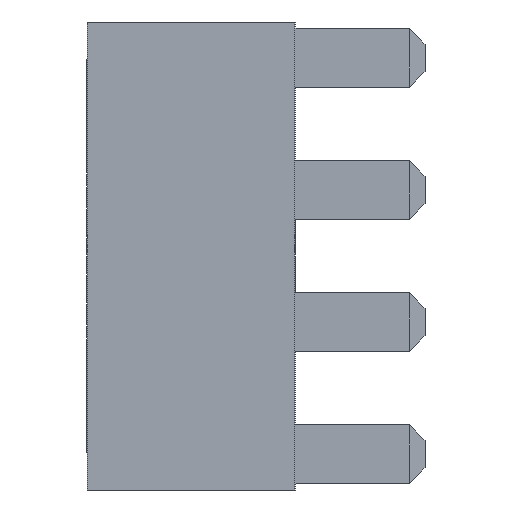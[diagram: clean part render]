
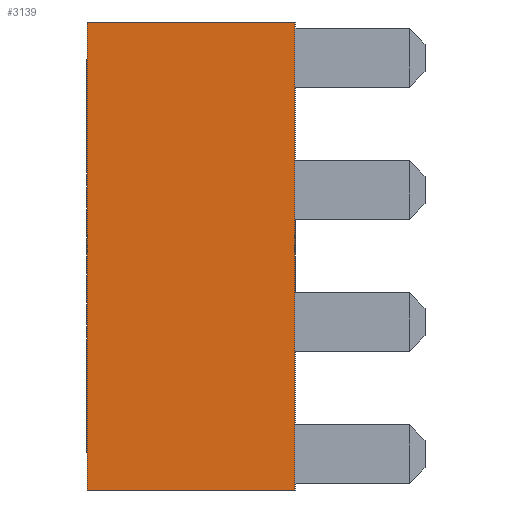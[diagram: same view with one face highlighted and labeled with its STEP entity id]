
A CAD part, left-side view. The second image highlights one B-rep face of the part: STEP entity #3139.
In plain terms, the highlighted planar face has unit normal (-1, 0, 0).
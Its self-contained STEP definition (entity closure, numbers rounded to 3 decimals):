
#32 = VERTEX_POINT ( 'NONE', #2509 ) ;
#64 = EDGE_LOOP ( 'NONE', ( #1921, #1922, #1915, #1916 ) ) ;
#417 = CARTESIAN_POINT ( 'NONE',  ( -4.5, 4., -4.5 ) ) ;
#425 = FACE_OUTER_BOUND ( 'NONE', #64, .T. ) ;
#426 = PLANE ( 'NONE',  #969 ) ;
#428 = DIRECTION ( 'NONE',  ( 1., 0., 0. ) ) ;
#429 = DIRECTION ( 'NONE',  ( 0., 0., -1. ) ) ;
#732 = VECTOR ( 'NONE', #1089, 1000. ) ;
#755 = VECTOR ( 'NONE', #1024, 1000. ) ;
#756 = VECTOR ( 'NONE', #1021, 1000. ) ;
#757 = VECTOR ( 'NONE', #1018, 1000. ) ;
#969 = AXIS2_PLACEMENT_3D ( 'NONE', #417, #428, #429 ) ;
#1018 = DIRECTION ( 'NONE',  ( 0., -1., 0. ) ) ;
#1019 = CARTESIAN_POINT ( 'NONE',  ( -4.5, 4., 4.5 ) ) ;
#1020 = LINE ( 'NONE', #1019, #757 ) ;
#1021 = DIRECTION ( 'NONE',  ( 0., 0., 1. ) ) ;
#1022 = CARTESIAN_POINT ( 'NONE',  ( -4.5, 4., -4.5 ) ) ;
#1023 = LINE ( 'NONE', #1022, #756 ) ;
#1024 = DIRECTION ( 'NONE',  ( 0., -1., 0. ) ) ;
#1025 = CARTESIAN_POINT ( 'NONE',  ( -4.5, 4., -4.5 ) ) ;
#1026 = LINE ( 'NONE', #1025, #755 ) ;
#1089 = DIRECTION ( 'NONE',  ( 0., 0., 1. ) ) ;
#1091 = CARTESIAN_POINT ( 'NONE',  ( -4.5, 0., -4.5 ) ) ;
#1099 = LINE ( 'NONE', #1091, #732 ) ;
#1259 = CARTESIAN_POINT ( 'NONE',  ( -4.5, 0., -4.5 ) ) ;
#1261 = CARTESIAN_POINT ( 'NONE',  ( -4.5, 0., 4.5 ) ) ;
#1268 = CARTESIAN_POINT ( 'NONE',  ( -4.5, 4., 4.5 ) ) ;
#1915 = ORIENTED_EDGE ( 'NONE', *, *, #2927, .F. ) ;
#1916 = ORIENTED_EDGE ( 'NONE', *, *, #2926, .T. ) ;
#1921 = ORIENTED_EDGE ( 'NONE', *, *, #2899, .T. ) ;
#1922 = ORIENTED_EDGE ( 'NONE', *, *, #2928, .F. ) ;
#2509 = CARTESIAN_POINT ( 'NONE',  ( -4.5, 4., -4.5 ) ) ;
#2616 = VERTEX_POINT ( 'NONE', #1268 ) ;
#2624 = VERTEX_POINT ( 'NONE', #1261 ) ;
#2626 = VERTEX_POINT ( 'NONE', #1259 ) ;
#2899 = EDGE_CURVE ( 'NONE', #2626, #2624, #1099, .T. ) ;
#2926 = EDGE_CURVE ( 'NONE', #32, #2626, #1026, .T. ) ;
#2927 = EDGE_CURVE ( 'NONE', #32, #2616, #1023, .T. ) ;
#2928 = EDGE_CURVE ( 'NONE', #2616, #2624, #1020, .T. ) ;
#3139 = ADVANCED_FACE ( 'NONE', ( #425 ), #426, .F. ) ;
